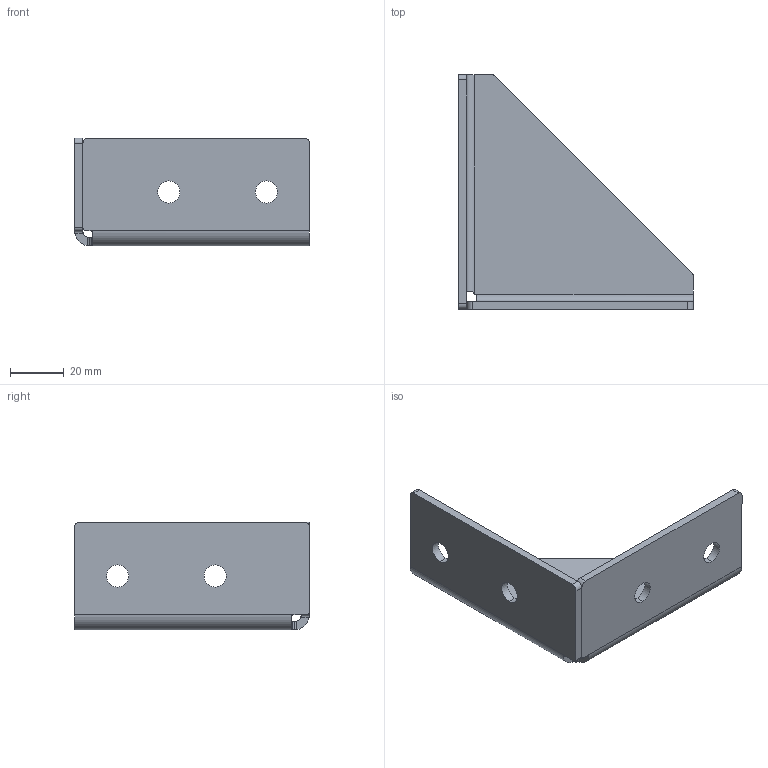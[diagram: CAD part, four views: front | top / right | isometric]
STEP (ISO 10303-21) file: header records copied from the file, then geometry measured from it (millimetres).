
FILE_DESCRIPTION (( 'STEP AP214' ), '1' );
FILE_NAME ('POPE.01 Êðîíøòåéí (Êðóãëîå îòâåðñòèå).STEP', '2019-01-30T11:12:27', ( '' ), ( '' ), 'SwSTEP 2.0', 'SolidWorks 2018', '' );
FILE_SCHEMA (( 'AUTOMOTIVE_DESIGN' ));
Length unit declared in the file: millimetre
Products named in the file (1): POPE.01 Êðîíøòåéí (Êðóãëîå îòâåðñòèå)
Bounding box: 87 x 87 x 40 mm (x, y, z)
Volume: 31735.9 mm3; surface area: 22845.6 mm2
Topology: 1 solids, 1 shells, 46 faces, 120 edges, 76 vertices
Faces by surface type: cylinder 25, plane 21
Entity records: 1508 total; most frequent: CARTESIAN_POINT 315, DIRECTION 244, ORIENTED_EDGE 240, EDGE_CURVE 120, AXIS2_PLACEMENT_3D 89, VERTEX_POINT 76, LINE 66, VECTOR 66
